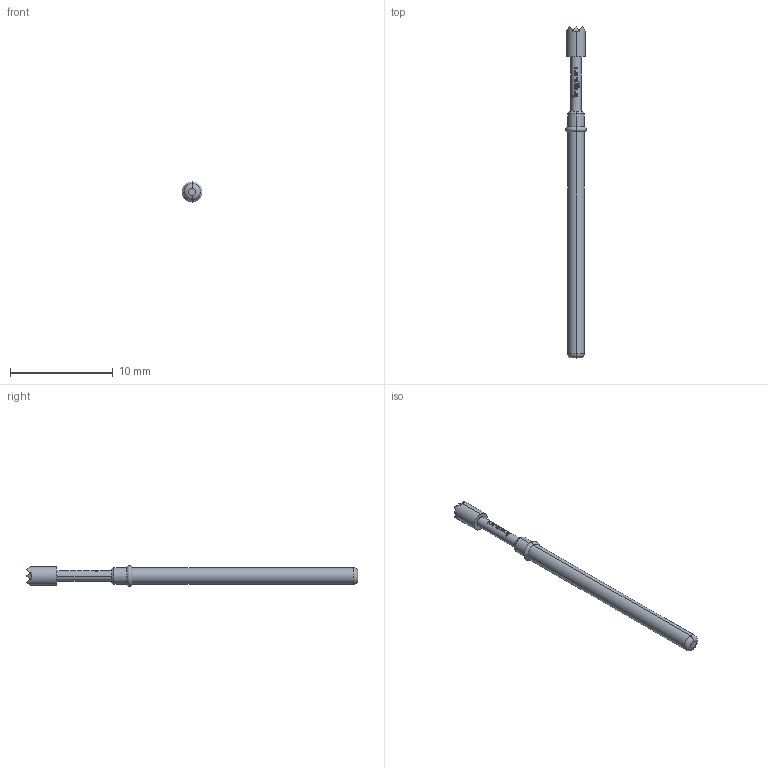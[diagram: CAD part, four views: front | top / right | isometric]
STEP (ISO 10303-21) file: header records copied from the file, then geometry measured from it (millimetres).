
FILE_DESCRIPTION (( 'STEP AP203' ), '1' );
FILE_NAME ('INGUN_GKS-112_306_180_X_xx02_0.STEP', '2017-05-15T12:13:28', ( '' ), ( '' ), 'SwSTEP 2.0', 'SolidWorks 2016', '' );
FILE_SCHEMA (( 'CONFIG_CONTROL_DESIGN' ));
Length unit declared in the file: millimetre
Products named in the file (2): INGUN_GKS-112_306_180_X_xx02_0
Bounding box: 2.03 x 32.3 x 2.03 mm (x, y, z)
Volume: 62.4 mm3; surface area: 166.1 mm2
Topology: 1 solids, 1 shells, 121 faces, 296 edges, 185 vertices
Faces by surface type: plane 79, bspline 22, cylinder 14, torus 4, cone 2
Entity records: 3913 total; most frequent: CARTESIAN_POINT 1194, ORIENTED_EDGE 592, DIRECTION 444, EDGE_CURVE 296, VERTEX_POINT 185, AXIS2_PLACEMENT_3D 163, EDGE_LOOP 129, ADVANCED_FACE 121
